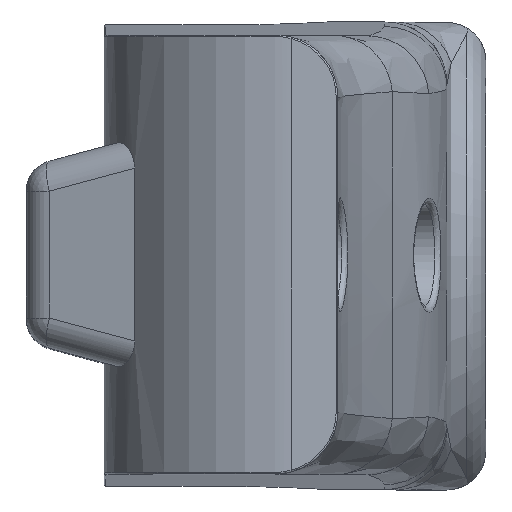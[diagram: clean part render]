
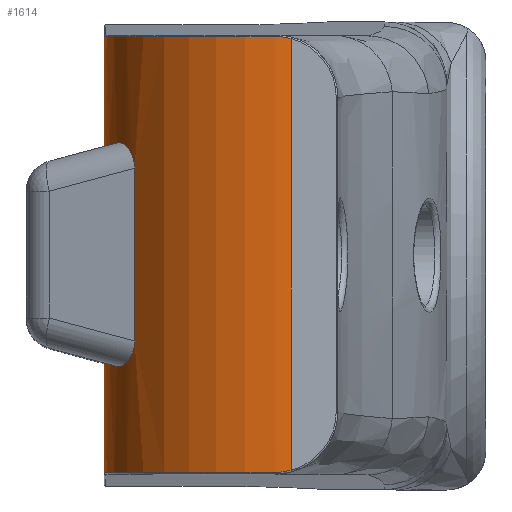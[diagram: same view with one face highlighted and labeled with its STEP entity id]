
A CAD part, top view. The second image highlights one B-rep face of the part: STEP entity #1614.
In plain terms, the highlighted cylindrical face has radius 12 mm (diameter 24 mm), a partial arc.
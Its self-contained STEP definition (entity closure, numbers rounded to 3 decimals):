
#51=B_SPLINE_CURVE_WITH_KNOTS('',3,(#2434,#2435,#2436,#2437),
 .UNSPECIFIED.,.F.,.F.,(4,4),(0.,0.101),
 .UNSPECIFIED.);
#53=B_SPLINE_CURVE_WITH_KNOTS('',3,(#2483,#2484,#2485,#2486),
 .UNSPECIFIED.,.F.,.F.,(4,4),(0.,0.101),.UNSPECIFIED.);
#73=B_SPLINE_CURVE_WITH_KNOTS('',3,(#2957,#2958,#2959,#2960,#2961,#2962,
#2963,#2964,#2965,#2966,#2967,#2968),.UNSPECIFIED.,.F.,.F.,(4,2,2,2,2,4),
(0.36,0.434,0.525,0.607,
0.644,0.68),.UNSPECIFIED.);
#74=B_SPLINE_CURVE_WITH_KNOTS('',3,(#2980,#2981,#2982,#2983,#2984,#2985,
#2986,#2987,#2988,#2989,#2990,#2991),.UNSPECIFIED.,.F.,.F.,(4,2,2,2,2,4),
(0.701,0.737,0.773,0.856,
0.946,1.021),.UNSPECIFIED.);
#208=FACE_OUTER_BOUND('',#319,.T.);
#319=EDGE_LOOP('',(#1275,#1276,#1277,#1278,#1279,#1280,#1281,#1282,#1283,
#1284,#1285,#1286));
#375=ELLIPSE('',#1800,12.423,12.);
#376=ELLIPSE('',#1802,12.423,12.);
#398=CIRCLE('',#1709,12.);
#410=CIRCLE('',#1725,12.);
#496=LINE('',#2498,#567);
#500=LINE('',#2509,#571);
#530=LINE('',#3021,#601);
#531=LINE('',#3028,#602);
#567=VECTOR('',#1988,10.);
#571=VECTOR('',#1996,10.);
#601=VECTOR('',#2164,10.);
#602=VECTOR('',#2177,10.);
#644=VERTEX_POINT('',#2396);
#646=VERTEX_POINT('',#2402);
#648=VERTEX_POINT('',#2427);
#654=VERTEX_POINT('',#2451);
#656=VERTEX_POINT('',#2476);
#658=VERTEX_POINT('',#2488);
#660=VERTEX_POINT('',#2497);
#665=VERTEX_POINT('',#2507);
#712=VERTEX_POINT('',#2955);
#713=VERTEX_POINT('',#2956);
#716=VERTEX_POINT('',#2978);
#717=VERTEX_POINT('',#2979);
#804=EDGE_CURVE('',#644,#646,#398,.T.);
#807=EDGE_CURVE('',#646,#648,#51,.T.);
#819=EDGE_CURVE('',#654,#656,#53,.T.);
#822=EDGE_CURVE('',#656,#658,#410,.T.);
#825=EDGE_CURVE('',#658,#660,#496,.T.);
#831=EDGE_CURVE('',#665,#644,#500,.T.);
#897=EDGE_CURVE('',#712,#713,#73,.F.);
#903=EDGE_CURVE('',#716,#717,#74,.F.);
#920=EDGE_CURVE('',#712,#717,#530,.F.);
#921=EDGE_CURVE('',#716,#660,#375,.F.);
#922=EDGE_CURVE('',#665,#713,#376,.F.);
#923=EDGE_CURVE('',#648,#654,#531,.T.);
#1275=ORIENTED_EDGE('',*,*,#804,.F.);
#1276=ORIENTED_EDGE('',*,*,#831,.F.);
#1277=ORIENTED_EDGE('',*,*,#922,.T.);
#1278=ORIENTED_EDGE('',*,*,#897,.F.);
#1279=ORIENTED_EDGE('',*,*,#920,.T.);
#1280=ORIENTED_EDGE('',*,*,#903,.F.);
#1281=ORIENTED_EDGE('',*,*,#921,.T.);
#1282=ORIENTED_EDGE('',*,*,#825,.F.);
#1283=ORIENTED_EDGE('',*,*,#822,.F.);
#1284=ORIENTED_EDGE('',*,*,#819,.F.);
#1285=ORIENTED_EDGE('',*,*,#923,.F.);
#1286=ORIENTED_EDGE('',*,*,#807,.F.);
#1544=CYLINDRICAL_SURFACE('',#1804,12.);
#1614=ADVANCED_FACE('',(#208),#1544,.T.);
#1709=AXIS2_PLACEMENT_3D('',#2406,#1946,#1947);
#1725=AXIS2_PLACEMENT_3D('',#2492,#1980,#1981);
#1800=AXIS2_PLACEMENT_3D('',#3023,#2167,#2168);
#1802=AXIS2_PLACEMENT_3D('',#3025,#2171,#2172);
#1804=AXIS2_PLACEMENT_3D('',#3027,#2175,#2176);
#1946=DIRECTION('center_axis',(0.,1.,0.));
#1947=DIRECTION('ref_axis',(-0.736,0.,0.677));
#1980=DIRECTION('center_axis',(0.,-1.,0.));
#1981=DIRECTION('ref_axis',(-0.736,0.,0.677));
#1988=DIRECTION('',(0.,1.,0.));
#1996=DIRECTION('',(0.,1.,0.));
#2164=DIRECTION('',(0.,1.,0.));
#2167=DIRECTION('center_axis',(0.259,0.966,0.));
#2168=DIRECTION('ref_axis',(-0.966,0.259,0.));
#2171=DIRECTION('center_axis',(0.259,-0.966,0.));
#2172=DIRECTION('ref_axis',(-0.966,-0.259,0.));
#2175=DIRECTION('center_axis',(0.,-1.,0.));
#2176=DIRECTION('ref_axis',(-0.707,0.,0.707));
#2177=DIRECTION('',(0.,-1.,0.));
#2396=CARTESIAN_POINT('',(38.4,13.983,-55.1));
#2402=CARTESIAN_POINT('',(49.392,13.983,-43.142));
#2406=CARTESIAN_POINT('Origin',(50.4,13.983,-55.1));
#2427=CARTESIAN_POINT('',(50.4,13.852,-43.1));
#2434=CARTESIAN_POINT('Ctrl Pts',(49.392,13.983,-43.142));
#2435=CARTESIAN_POINT('Ctrl Pts',(49.731,13.983,-43.114));
#2436=CARTESIAN_POINT('Ctrl Pts',(50.071,13.939,-43.1));
#2437=CARTESIAN_POINT('Ctrl Pts',(50.4,13.852,-43.1));
#2451=CARTESIAN_POINT('',(50.4,-13.852,-43.1));
#2476=CARTESIAN_POINT('',(49.392,-13.983,-43.142));
#2483=CARTESIAN_POINT('Ctrl Pts',(50.4,-13.852,-43.1));
#2484=CARTESIAN_POINT('Ctrl Pts',(50.071,-13.939,-43.1));
#2485=CARTESIAN_POINT('Ctrl Pts',(49.731,-13.983,-43.114));
#2486=CARTESIAN_POINT('Ctrl Pts',(49.392,-13.983,-43.142));
#2488=CARTESIAN_POINT('',(38.4,-13.983,-55.1));
#2492=CARTESIAN_POINT('Origin',(50.4,-13.983,-55.1));
#2497=CARTESIAN_POINT('',(38.4,-6.948,-55.1));
#2498=CARTESIAN_POINT('',(38.4,0.,-55.1));
#2507=CARTESIAN_POINT('',(38.4,6.948,-55.1));
#2509=CARTESIAN_POINT('',(38.4,0.,-55.1));
#2955=CARTESIAN_POINT('',(40.361,5.542,-48.526));
#2956=CARTESIAN_POINT('',(39.21,7.165,-50.767));
#2957=CARTESIAN_POINT('Ctrl Pts',(39.21,7.165,-50.767));
#2958=CARTESIAN_POINT('Ctrl Pts',(39.301,7.19,-50.531));
#2959=CARTESIAN_POINT('Ctrl Pts',(39.406,7.184,-50.284));
#2960=CARTESIAN_POINT('Ctrl Pts',(39.651,7.094,-49.756));
#2961=CARTESIAN_POINT('Ctrl Pts',(39.794,6.992,-49.48));
#2962=CARTESIAN_POINT('Ctrl Pts',(40.039,6.71,-49.041));
#2963=CARTESIAN_POINT('Ctrl Pts',(40.169,6.495,-48.827));
#2964=CARTESIAN_POINT('Ctrl Pts',(40.282,6.161,-48.648));
#2965=CARTESIAN_POINT('Ctrl Pts',(40.312,6.042,-48.601));
#2966=CARTESIAN_POINT('Ctrl Pts',(40.352,5.793,-48.54));
#2967=CARTESIAN_POINT('Ctrl Pts',(40.361,5.662,-48.526));
#2968=CARTESIAN_POINT('Ctrl Pts',(40.361,5.542,-48.526));
#2978=CARTESIAN_POINT('',(39.21,-7.165,-50.767));
#2979=CARTESIAN_POINT('',(40.361,-5.542,-48.526));
#2980=CARTESIAN_POINT('Ctrl Pts',(40.361,-5.542,-48.526));
#2981=CARTESIAN_POINT('Ctrl Pts',(40.361,-5.662,-48.526));
#2982=CARTESIAN_POINT('Ctrl Pts',(40.352,-5.793,-48.54));
#2983=CARTESIAN_POINT('Ctrl Pts',(40.312,-6.042,-48.601));
#2984=CARTESIAN_POINT('Ctrl Pts',(40.282,-6.161,-48.648));
#2985=CARTESIAN_POINT('Ctrl Pts',(40.169,-6.495,-48.827));
#2986=CARTESIAN_POINT('Ctrl Pts',(40.039,-6.71,-49.041));
#2987=CARTESIAN_POINT('Ctrl Pts',(39.794,-6.992,-49.48));
#2988=CARTESIAN_POINT('Ctrl Pts',(39.651,-7.094,-49.756));
#2989=CARTESIAN_POINT('Ctrl Pts',(39.406,-7.184,-50.284));
#2990=CARTESIAN_POINT('Ctrl Pts',(39.301,-7.19,-50.531));
#2991=CARTESIAN_POINT('Ctrl Pts',(39.21,-7.165,-50.767));
#3021=CARTESIAN_POINT('',(40.361,0.,-48.526));
#3023=CARTESIAN_POINT('Origin',(50.4,-10.164,-55.1));
#3025=CARTESIAN_POINT('Origin',(50.4,10.164,-55.1));
#3027=CARTESIAN_POINT('Origin',(50.4,0.,-55.1));
#3028=CARTESIAN_POINT('',(50.4,0.,-43.1));
